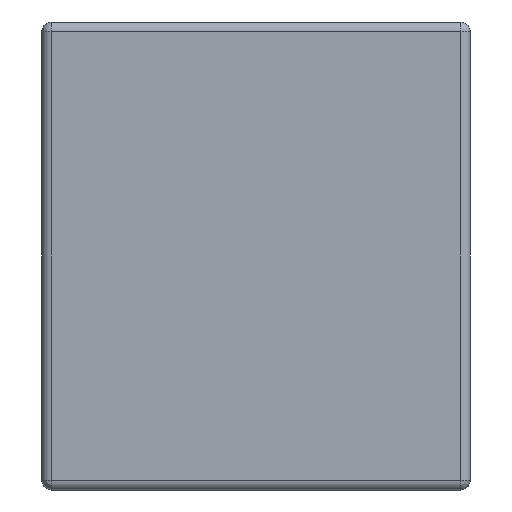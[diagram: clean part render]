
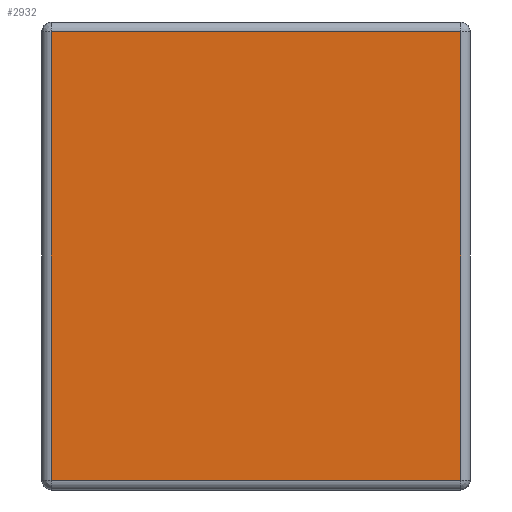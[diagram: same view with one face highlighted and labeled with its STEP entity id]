
A CAD part, left-side view. The second image highlights one B-rep face of the part: STEP entity #2932.
In plain terms, the highlighted planar face has unit normal (-1, 0, 0).
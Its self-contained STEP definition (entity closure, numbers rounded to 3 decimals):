
#136 = CARTESIAN_POINT ( 'NONE',  ( 0., 0.02, -0.02 ) ) ;
#167 = DIRECTION ( 'NONE',  ( 0., 0., -1. ) ) ;
#429 = ORIENTED_EDGE ( 'NONE', *, *, #5177, .T. ) ;
#807 = VERTEX_POINT ( 'NONE', #7042 ) ;
#978 = CARTESIAN_POINT ( 'NONE',  ( 0., 0., -0.02 ) ) ;
#1141 = CARTESIAN_POINT ( 'NONE',  ( 0., 0.85, -0.93 ) ) ;
#1298 = LINE ( 'NONE', #978, #4898 ) ;
#1502 = EDGE_CURVE ( 'NONE', #7370, #3780, #1298, .T. ) ;
#1686 = LINE ( 'NONE', #5847, #5197 ) ;
#1811 = ORIENTED_EDGE ( 'NONE', *, *, #5354, .T. ) ;
#2640 = AXIS2_PLACEMENT_3D ( 'NONE', #6343, #4060, #5742 ) ;
#2932 = ADVANCED_FACE ( 'NONE', ( #4561 ), #5226, .T. ) ;
#2959 = VECTOR ( 'NONE', #167, 1000. ) ;
#3780 = VERTEX_POINT ( 'NONE', #7192 ) ;
#3817 = CARTESIAN_POINT ( 'NONE',  ( 0., 0.02, 0. ) ) ;
#3947 = DIRECTION ( 'NONE',  ( 0., 1., 0. ) ) ;
#4060 = DIRECTION ( 'NONE',  ( -1., 0., 0. ) ) ;
#4280 = VECTOR ( 'NONE', #4376, 1000. ) ;
#4376 = DIRECTION ( 'NONE',  ( 0., 0., 1. ) ) ;
#4561 = FACE_OUTER_BOUND ( 'NONE', #7175, .T. ) ;
#4898 = VECTOR ( 'NONE', #3947, 1000. ) ;
#4921 = LINE ( 'NONE', #3817, #4280 ) ;
#5155 = ORIENTED_EDGE ( 'NONE', *, *, #6320, .T. ) ;
#5177 = EDGE_CURVE ( 'NONE', #6300, #807, #1686, .T. ) ;
#5197 = VECTOR ( 'NONE', #5236, 1000. ) ;
#5226 = PLANE ( 'NONE',  #2640 ) ;
#5236 = DIRECTION ( 'NONE',  ( 0., -1., 0. ) ) ;
#5354 = EDGE_CURVE ( 'NONE', #807, #7370, #4921, .T. ) ;
#5645 = ORIENTED_EDGE ( 'NONE', *, *, #1502, .T. ) ;
#5742 = DIRECTION ( 'NONE',  ( 0., 0., 1. ) ) ;
#5847 = CARTESIAN_POINT ( 'NONE',  ( 0., 0., -0.93 ) ) ;
#6300 = VERTEX_POINT ( 'NONE', #1141 ) ;
#6320 = EDGE_CURVE ( 'NONE', #3780, #6300, #6811, .T. ) ;
#6343 = CARTESIAN_POINT ( 'NONE',  ( 0., 0., 0. ) ) ;
#6811 = LINE ( 'NONE', #7111, #2959 ) ;
#7042 = CARTESIAN_POINT ( 'NONE',  ( 0., 0.02, -0.93 ) ) ;
#7111 = CARTESIAN_POINT ( 'NONE',  ( 0., 0.85, 0. ) ) ;
#7175 = EDGE_LOOP ( 'NONE', ( #5645, #5155, #429, #1811 ) ) ;
#7192 = CARTESIAN_POINT ( 'NONE',  ( 0., 0.85, -0.02 ) ) ;
#7370 = VERTEX_POINT ( 'NONE', #136 ) ;
